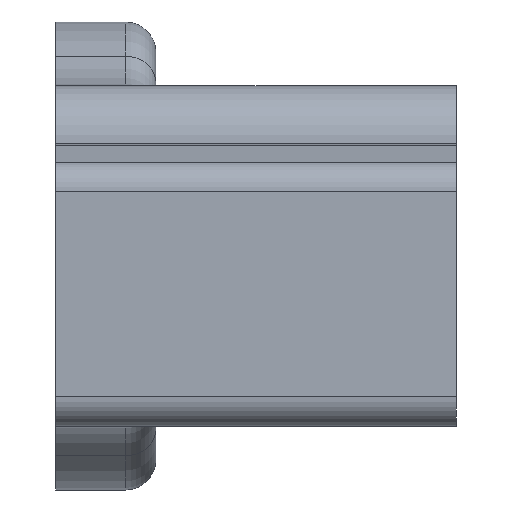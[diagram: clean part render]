
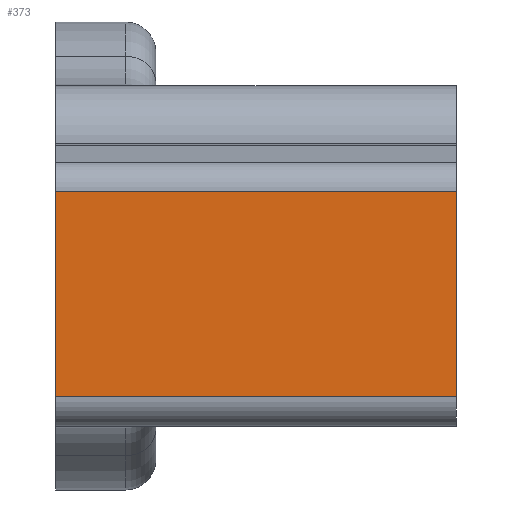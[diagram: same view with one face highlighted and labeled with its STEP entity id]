
A CAD part, left-side view. The second image highlights one B-rep face of the part: STEP entity #373.
In plain terms, the highlighted planar face has unit normal (-1, 0, 0).
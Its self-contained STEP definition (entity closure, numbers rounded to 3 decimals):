
#24 = ORIENTED_EDGE ( 'NONE', *, *, #580, .T. ) ;
#51 = EDGE_CURVE ( 'NONE', #492, #852, #699, .T. ) ;
#100 = ORIENTED_EDGE ( 'NONE', *, *, #682, .F. ) ;
#160 = CARTESIAN_POINT ( 'NONE',  ( -39.25, 3., 27.294 ) ) ;
#195 = LINE ( 'NONE', #509, #1103 ) ;
#268 = DIRECTION ( 'NONE',  ( 0., 0., 1. ) ) ;
#274 = EDGE_LOOP ( 'NONE', ( #441, #24, #321, #100 ) ) ;
#291 = VECTOR ( 'NONE', #668, 1000. ) ;
#292 = CARTESIAN_POINT ( 'NONE',  ( -39.25, 40., 37.493 ) ) ;
#321 = ORIENTED_EDGE ( 'NONE', *, *, #924, .T. ) ;
#352 = CARTESIAN_POINT ( 'NONE',  ( -39.25, 3., -38.634 ) ) ;
#373 = ADVANCED_FACE ( 'NONE', ( #398 ), #1045, .T. ) ;
#398 = FACE_OUTER_BOUND ( 'NONE', #274, .T. ) ;
#431 = DIRECTION ( 'NONE',  ( 0., 1., 0. ) ) ;
#441 = ORIENTED_EDGE ( 'NONE', *, *, #51, .T. ) ;
#448 = AXIS2_PLACEMENT_3D ( 'NONE', #352, #786, #268 ) ;
#462 = CARTESIAN_POINT ( 'NONE',  ( -39.25, 20., -38.634 ) ) ;
#487 = CARTESIAN_POINT ( 'NONE',  ( -39.25, 40., 27.294 ) ) ;
#492 = VERTEX_POINT ( 'NONE', #487 ) ;
#509 = CARTESIAN_POINT ( 'NONE',  ( -39.25, 40., 0. ) ) ;
#580 = EDGE_CURVE ( 'NONE', #852, #1079, #881, .T. ) ;
#586 = VERTEX_POINT ( 'NONE', #292 ) ;
#593 = DIRECTION ( 'NONE',  ( 0., 0., 1. ) ) ;
#667 = CARTESIAN_POINT ( 'NONE',  ( -39.25, 20., 27.294 ) ) ;
#668 = DIRECTION ( 'NONE',  ( 0., -1., 0. ) ) ;
#682 = EDGE_CURVE ( 'NONE', #492, #586, #195, .T. ) ;
#699 = LINE ( 'NONE', #160, #291 ) ;
#767 = VECTOR ( 'NONE', #1064, 1000. ) ;
#786 = DIRECTION ( 'NONE',  ( -1., 0., 0. ) ) ;
#813 = CARTESIAN_POINT ( 'NONE',  ( -39.25, 20., 37.493 ) ) ;
#852 = VERTEX_POINT ( 'NONE', #667 ) ;
#881 = LINE ( 'NONE', #462, #767 ) ;
#924 = EDGE_CURVE ( 'NONE', #1079, #586, #1104, .T. ) ;
#1045 = PLANE ( 'NONE',  #448 ) ;
#1064 = DIRECTION ( 'NONE',  ( 0., 0., 1. ) ) ;
#1072 = VECTOR ( 'NONE', #431, 1000. ) ;
#1079 = VERTEX_POINT ( 'NONE', #813 ) ;
#1103 = VECTOR ( 'NONE', #593, 1000. ) ;
#1104 = LINE ( 'NONE', #1114, #1072 ) ;
#1114 = CARTESIAN_POINT ( 'NONE',  ( -39.25, 3., 37.493 ) ) ;
